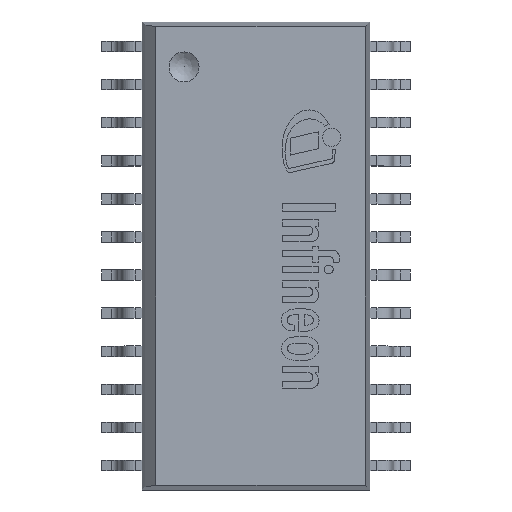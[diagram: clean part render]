
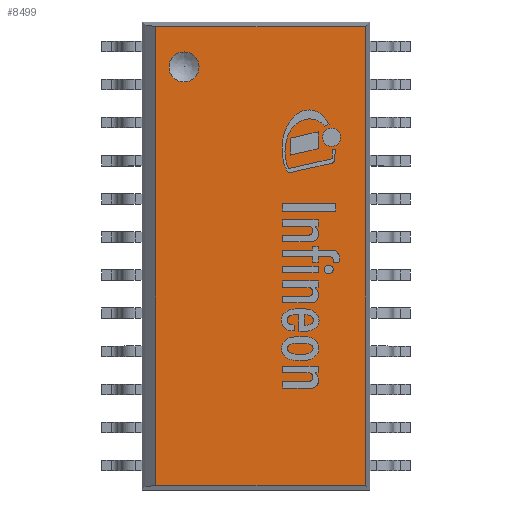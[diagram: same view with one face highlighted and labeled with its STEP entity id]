
A CAD part, top view. The second image highlights one B-rep face of the part: STEP entity #8499.
In plain terms, the highlighted planar face has unit normal (0, 0, 1).
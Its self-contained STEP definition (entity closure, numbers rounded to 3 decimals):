
#47=FACE_BOUND('',#1440,.T.);
#293=CIRCLE('',#9206,0.5);
#954=FACE_OUTER_BOUND('',#1439,.T.);
#1439=EDGE_LOOP('',(#7653,#7654,#7655,#7656));
#1440=EDGE_LOOP('',(#7657));
#2368=LINE('',#14294,#3306);
#2375=LINE('',#14307,#3313);
#2378=LINE('',#14314,#3316);
#2382=LINE('',#14320,#3320);
#3306=VECTOR('',#11467,1000.);
#3313=VECTOR('',#11476,1000.);
#3316=VECTOR('',#11481,1000.);
#3320=VECTOR('',#11489,1000.);
#4099=VERTEX_POINT('',#14288);
#4100=VERTEX_POINT('',#14292);
#4101=VERTEX_POINT('',#14293);
#4106=VERTEX_POINT('',#14305);
#4109=VERTEX_POINT('',#14312);
#5280=EDGE_CURVE('',#4099,#4099,#293,.T.);
#5281=EDGE_CURVE('',#4100,#4101,#2368,.T.);
#5288=EDGE_CURVE('',#4101,#4106,#2375,.T.);
#5291=EDGE_CURVE('',#4106,#4109,#2378,.T.);
#5295=EDGE_CURVE('',#4100,#4109,#2382,.T.);
#7653=ORIENTED_EDGE('',*,*,#5295,.F.);
#7654=ORIENTED_EDGE('',*,*,#5281,.T.);
#7655=ORIENTED_EDGE('',*,*,#5288,.T.);
#7656=ORIENTED_EDGE('',*,*,#5291,.T.);
#7657=ORIENTED_EDGE('',*,*,#5280,.F.);
#8023=PLANE('',#9211);
#8499=ADVANCED_FACE('',(#954,#47),#8023,.T.);
#9206=AXIS2_PLACEMENT_3D('',#14290,#11463,#11464);
#9211=AXIS2_PLACEMENT_3D('',#14319,#11487,#11488);
#11463=DIRECTION('center_axis',(0.,0.,1.));
#11464=DIRECTION('ref_axis',(0.,-1.,0.));
#11467=DIRECTION('',(1.,0.,0.));
#11476=DIRECTION('',(0.,1.,0.));
#11481=DIRECTION('',(-1.,0.,0.));
#11487=DIRECTION('center_axis',(0.,0.,1.));
#11488=DIRECTION('ref_axis',(0.,-1.,0.));
#11489=DIRECTION('',(0.,1.,0.));
#14288=CARTESIAN_POINT('',(-2.4,6.8,2.65));
#14290=CARTESIAN_POINT('Origin',(-2.4,6.3,2.65));
#14292=CARTESIAN_POINT('',(-3.345,-7.645,2.65));
#14293=CARTESIAN_POINT('',(3.645,-7.645,2.65));
#14294=CARTESIAN_POINT('',(3.8,-7.645,2.65));
#14305=CARTESIAN_POINT('',(3.645,7.645,2.65));
#14307=CARTESIAN_POINT('',(3.645,7.8,2.65));
#14312=CARTESIAN_POINT('',(-3.345,7.645,2.65));
#14314=CARTESIAN_POINT('',(3.8,7.645,2.65));
#14319=CARTESIAN_POINT('Origin',(0.,0.,2.65));
#14320=CARTESIAN_POINT('',(-3.345,0.,2.65));
